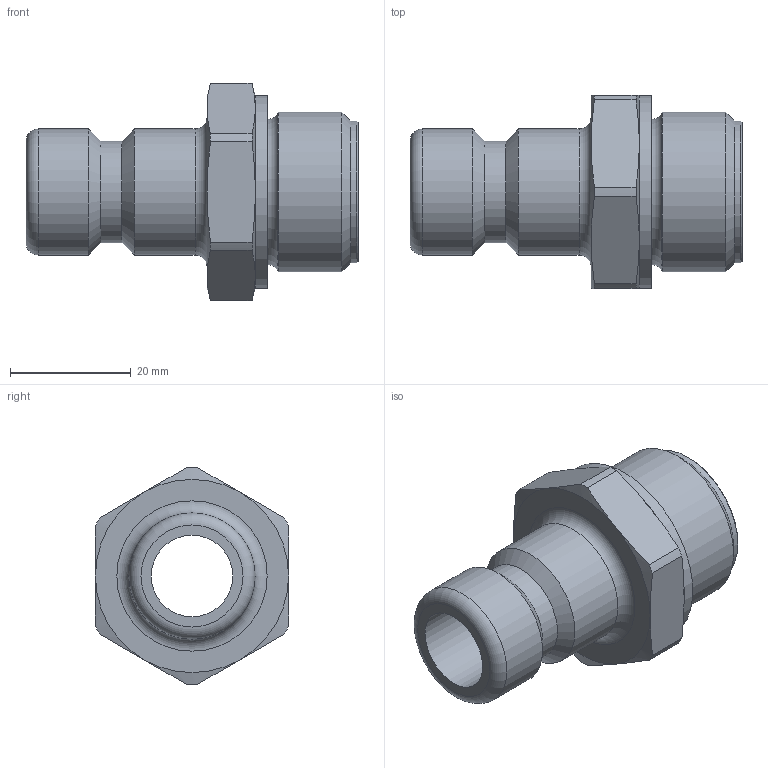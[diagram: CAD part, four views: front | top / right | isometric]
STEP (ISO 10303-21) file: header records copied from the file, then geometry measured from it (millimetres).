
FILE_DESCRIPTION((''),'2;1');
FILE_NAME('57sfaw26sxn.stp','2013-06-20T11:45:31',('IA176480'),(''),'Autodesk Inventor 2013','Autodesk Inventor 2013','');
FILE_SCHEMA(('AUTOMOTIVE_DESIGN { 1 0 10303 214 1 1 1 1 }'));
Length unit declared in the file: millimetre
Products named in the file (3): D107018; D106970; D103699
Assembly tree (2 placements, depth 2):
  D107018
    D106970
    D103699
Bounding box: 55 x 32 x 36.1 mm (x, y, z)
Volume: 16620.6 mm3; surface area: 8855.2 mm2
Topology: 2 solids, 2 shells, 55 faces, 120 edges, 71 vertices
Faces by surface type: cone 20, cylinder 17, plane 15, torus 3
Full cylindrical faces by diameter (mm): 13.5 x1, 16 x1, 16.8 x1, 20.9 x2, 23.5 x1, 26.441 x1, 32 x1
Entity records: 1469 total; most frequent: CARTESIAN_POINT 280, DIRECTION 250, ORIENTED_EDGE 202, AXIS2_PLACEMENT_3D 113, EDGE_CURVE 101, EDGE_LOOP 80, VERTEX_POINT 71, FACE_OUTER_BOUND 55
